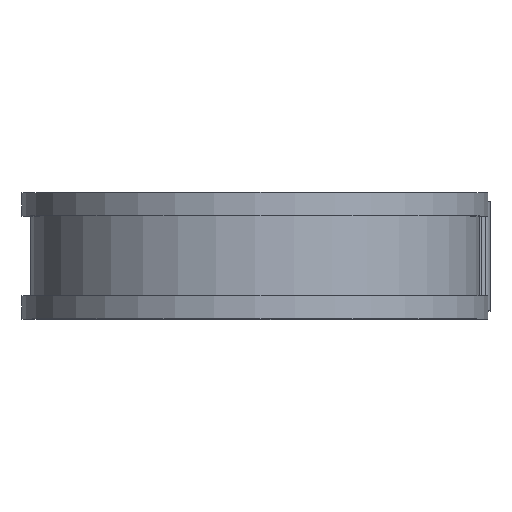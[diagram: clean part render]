
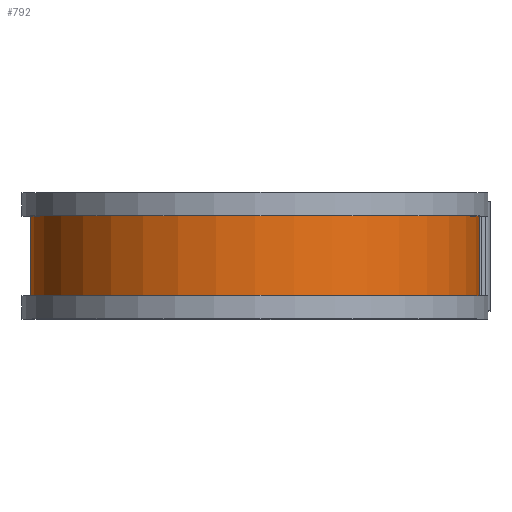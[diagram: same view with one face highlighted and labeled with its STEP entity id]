
A CAD part, top view. The second image highlights one B-rep face of the part: STEP entity #792.
In plain terms, the highlighted cylindrical face has radius 39.256 mm (diameter 78.511 mm), a partial arc.
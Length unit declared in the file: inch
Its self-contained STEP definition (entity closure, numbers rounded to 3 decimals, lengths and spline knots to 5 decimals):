
#40 = VECTOR ( 'NONE', #268, 39.37008 ) ;
#179 = DIRECTION ( 'NONE',  ( 0., -1., 0. ) ) ;
#195 = VERTEX_POINT ( 'NONE', #1608 ) ;
#200 = CARTESIAN_POINT ( 'NONE',  ( 0., -0.275, -1.5455 ) ) ;
#247 = FACE_OUTER_BOUND ( 'NONE', #949, .T. ) ;
#268 = DIRECTION ( 'NONE',  ( 0., -1., 0. ) ) ;
#304 = EDGE_CURVE ( 'NONE', #195, #955, #599, .T. ) ;
#357 = EDGE_CURVE ( 'NONE', #195, #1397, #530, .T. ) ;
#374 = DIRECTION ( 'NONE',  ( 0., 0., -1. ) ) ;
#377 = DIRECTION ( 'NONE',  ( 0., -1., 0. ) ) ;
#378 = AXIS2_PLACEMENT_3D ( 'NONE', #389, #377, #374 ) ;
#386 = ORIENTED_EDGE ( 'NONE', *, *, #357, .T. ) ;
#389 = CARTESIAN_POINT ( 'NONE',  ( 0., -0.275, 0. ) ) ;
#411 = LINE ( 'NONE', #957, #40 ) ;
#484 = EDGE_CURVE ( 'NONE', #955, #776, #509, .T. ) ;
#509 = CIRCLE ( 'NONE', #378, 1.5455 ) ;
#530 = CIRCLE ( 'NONE', #1362, 1.5455 ) ;
#599 = LINE ( 'NONE', #1301, #783 ) ;
#776 = VERTEX_POINT ( 'NONE', #200 ) ;
#783 = VECTOR ( 'NONE', #1275, 39.37008 ) ;
#792 = ADVANCED_FACE ( 'NONE', ( #247 ), #914, .T. ) ;
#873 = ORIENTED_EDGE ( 'NONE', *, *, #484, .F. ) ;
#883 = DIRECTION ( 'NONE',  ( 0., 0., -1. ) ) ;
#908 = DIRECTION ( 'NONE',  ( 0., -1., 0. ) ) ;
#910 = CARTESIAN_POINT ( 'NONE',  ( 0., 0.275, 0. ) ) ;
#914 = CYLINDRICAL_SURFACE ( 'NONE', #1663, 1.5455 ) ;
#940 = ORIENTED_EDGE ( 'NONE', *, *, #304, .F. ) ;
#949 = EDGE_LOOP ( 'NONE', ( #940, #386, #1358, #873 ) ) ;
#955 = VERTEX_POINT ( 'NONE', #1577 ) ;
#957 = CARTESIAN_POINT ( 'NONE',  ( 0., 0.375, -1.5455 ) ) ;
#1151 = CARTESIAN_POINT ( 'NONE',  ( 0., 0.275, -1.5455 ) ) ;
#1177 = CARTESIAN_POINT ( 'NONE',  ( 0., 0.375, 0. ) ) ;
#1275 = DIRECTION ( 'NONE',  ( 0., -1., 0. ) ) ;
#1281 = EDGE_CURVE ( 'NONE', #1397, #776, #411, .T. ) ;
#1293 = DIRECTION ( 'NONE',  ( 0., 0., -1. ) ) ;
#1301 = CARTESIAN_POINT ( 'NONE',  ( 1.5455, 0.375, 0. ) ) ;
#1358 = ORIENTED_EDGE ( 'NONE', *, *, #1281, .T. ) ;
#1362 = AXIS2_PLACEMENT_3D ( 'NONE', #910, #908, #883 ) ;
#1397 = VERTEX_POINT ( 'NONE', #1151 ) ;
#1577 = CARTESIAN_POINT ( 'NONE',  ( 1.5455, -0.275, 0. ) ) ;
#1608 = CARTESIAN_POINT ( 'NONE',  ( 1.5455, 0.275, 0. ) ) ;
#1663 = AXIS2_PLACEMENT_3D ( 'NONE', #1177, #179, #1293 ) ;
